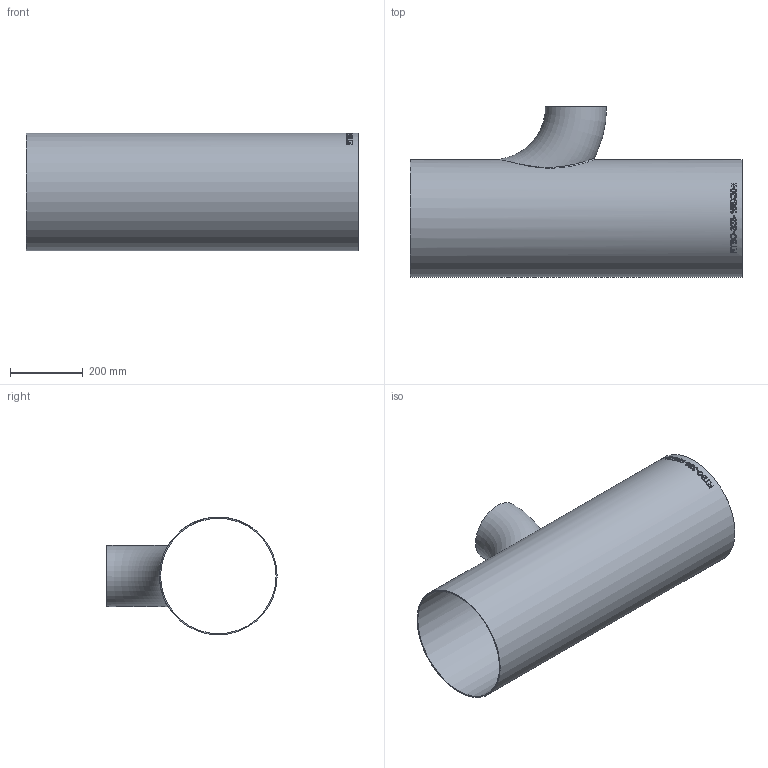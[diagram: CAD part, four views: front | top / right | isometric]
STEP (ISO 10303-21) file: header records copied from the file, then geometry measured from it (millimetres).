
FILE_DESCRIPTION (( 'STEP AP214' ), '1' );
FILE_NAME ('RTBO-323-168X30-x T-Bogen reduziert 2005.STEP', '2020-05-26T07:39:44', ( '' ), ( '' ), 'SwSTEP 2.0', 'SolidWorks 2019', '' );
FILE_SCHEMA (( 'AUTOMOTIVE_DESIGN' ));
Length unit declared in the file: millimetre
Products named in the file (1): RTBO-323-168X30-x T-Bogen reduziert 2005
Bounding box: 914 x 468.75 x 323.9 mm (x, y, z)
Volume: 2882450.4 mm3; surface area: 1976620.1 mm2
Topology: 1 solids, 1 shells, 244 faces, 649 edges, 433 vertices
Faces by surface type: bspline 158, plane 57, cylinder 27, torus 2
Full cylindrical faces by diameter (mm): 317.9 x1, 323.9 x1
Entity records: 51913 total; most frequent: CARTESIAN_POINT 44705, ORIENTED_EDGE 1280, EDGE_CURVE 640, B_SPLINE_CURVE_WITH_KNOTS 489, VERTEX_POINT 430, DIRECTION 399, EDGE_LOOP 280, FACE_OUTER_BOUND 250
